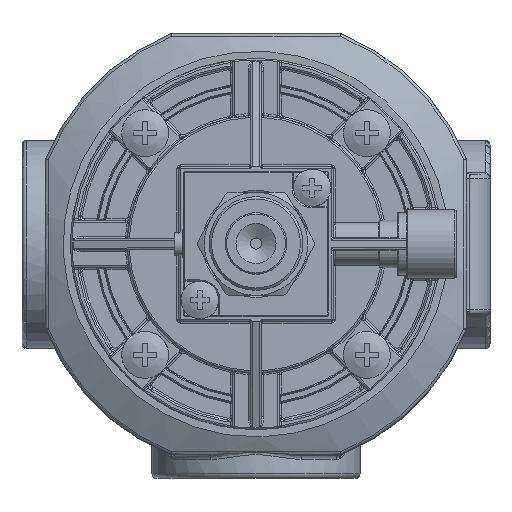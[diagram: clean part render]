
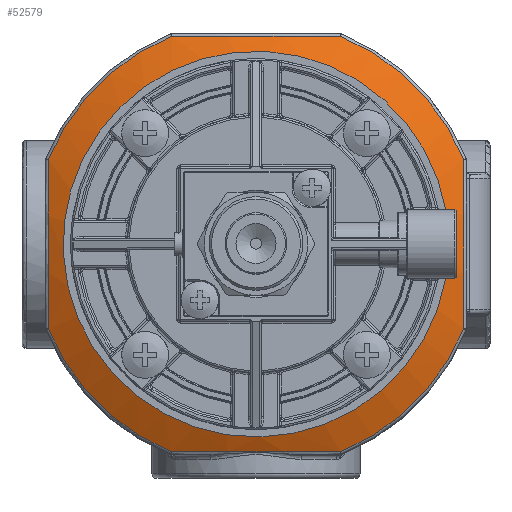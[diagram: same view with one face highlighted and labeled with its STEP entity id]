
A CAD part, top view. The second image highlights one B-rep face of the part: STEP entity #52579.
In plain terms, the highlighted conical face has half-angle 65 degrees and reference radius 40.994 mm.
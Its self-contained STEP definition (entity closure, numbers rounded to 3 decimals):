
#4703=B_SPLINE_CURVE_WITH_KNOTS('',3,(#72716,#72717,#72718,#72719,#72720),
 .UNSPECIFIED.,.F.,.F.,(4,1,4),(0.,0.018,0.036),
 .UNSPECIFIED.);
#4726=B_SPLINE_CURVE_WITH_KNOTS('',3,(#73145,#73146,#73147,#73148,#73149),
 .UNSPECIFIED.,.F.,.F.,(4,1,4),(0.,0.018,0.036),
 .UNSPECIFIED.);
#4727=B_SPLINE_CURVE_WITH_KNOTS('',3,(#73153,#73154,#73155,#73156,#73157),
 .UNSPECIFIED.,.F.,.F.,(4,1,4),(0.,0.018,0.036),
 .UNSPECIFIED.);
#4728=B_SPLINE_CURVE_WITH_KNOTS('',3,(#73161,#73162,#73163,#73164,#73165),
 .UNSPECIFIED.,.F.,.F.,(4,1,4),(0.,0.018,0.036),
 .UNSPECIFIED.);
#5704=CONICAL_SURFACE('',#55214,40.994,1.134);
#8293=ORIENTED_EDGE('',*,*,#19001,.T.);
#8294=ORIENTED_EDGE('',*,*,#19112,.T.);
#8295=ORIENTED_EDGE('',*,*,#19114,.T.);
#8296=ORIENTED_EDGE('',*,*,#19115,.T.);
#8297=ORIENTED_EDGE('',*,*,#19116,.T.);
#8298=ORIENTED_EDGE('',*,*,#19117,.T.);
#8299=ORIENTED_EDGE('',*,*,#19118,.T.);
#8300=ORIENTED_EDGE('',*,*,#19119,.T.);
#8301=ORIENTED_EDGE('',*,*,#19120,.T.);
#8302=ORIENTED_EDGE('',*,*,#19121,.T.);
#19001=EDGE_CURVE('',#24517,#24516,#4703,.T.);
#19112=EDGE_CURVE('',#24516,#24583,#27965,.T.);
#19114=EDGE_CURVE('',#24583,#24584,#4726,.T.);
#19115=EDGE_CURVE('',#24584,#24585,#27967,.T.);
#19116=EDGE_CURVE('',#24585,#24586,#4727,.T.);
#19117=EDGE_CURVE('',#24586,#24587,#27968,.T.);
#19118=EDGE_CURVE('',#24587,#24588,#4728,.T.);
#19119=EDGE_CURVE('',#24588,#24517,#27969,.T.);
#19120=EDGE_CURVE('',#24589,#24590,#27970,.F.);
#19121=EDGE_CURVE('',#24590,#24589,#27971,.F.);
#24516=VERTEX_POINT('',#72715);
#24517=VERTEX_POINT('',#72721);
#24583=VERTEX_POINT('',#73140);
#24584=VERTEX_POINT('',#73150);
#24585=VERTEX_POINT('',#73152);
#24586=VERTEX_POINT('',#73158);
#24587=VERTEX_POINT('',#73160);
#24588=VERTEX_POINT('',#73166);
#24589=VERTEX_POINT('',#73169);
#24590=VERTEX_POINT('',#73170);
#27965=CIRCLE('',#55211,47.923);
#27967=CIRCLE('',#55215,47.923);
#27968=CIRCLE('',#55216,47.923);
#27969=CIRCLE('',#55217,47.923);
#27970=CIRCLE('',#55218,41.209);
#27971=CIRCLE('',#55219,41.209);
#30376=EDGE_LOOP('',(#8293,#8294,#8295,#8296,#8297,#8298,#8299,#8300));
#30377=EDGE_LOOP('',(#8301,#8302));
#32993=FACE_BOUND('',#30376,.T.);
#32994=FACE_BOUND('',#30377,.T.);
#52579=ADVANCED_FACE('',(#32993,#32994),#5704,.T.);
#55211=AXIS2_PLACEMENT_3D('',#73141,#60495,#60496);
#55214=AXIS2_PLACEMENT_3D('',#73144,#60501,#60502);
#55215=AXIS2_PLACEMENT_3D('',#73151,#60503,#60504);
#55216=AXIS2_PLACEMENT_3D('',#73159,#60505,#60506);
#55217=AXIS2_PLACEMENT_3D('',#73167,#60507,#60508);
#55218=AXIS2_PLACEMENT_3D('',#73168,#60509,#60510);
#55219=AXIS2_PLACEMENT_3D('',#73171,#60511,#60512);
#60495=DIRECTION('',(0.,0.,1.));
#60496=DIRECTION('',(1.,0.,0.));
#60501=DIRECTION('',(0.,0.,-1.));
#60502=DIRECTION('',(-1.,0.,0.));
#60503=DIRECTION('',(0.,0.,1.));
#60504=DIRECTION('',(1.,0.,0.));
#60505=DIRECTION('',(0.,0.,1.));
#60506=DIRECTION('',(1.,0.,0.));
#60507=DIRECTION('',(0.,0.,1.));
#60508=DIRECTION('',(1.,0.,0.));
#60509=DIRECTION('',(0.,0.,1.));
#60510=DIRECTION('',(1.,0.,0.));
#60511=DIRECTION('',(0.,0.,1.));
#60512=DIRECTION('',(1.,0.,0.));
#72715=CARTESIAN_POINT('',(18.055,-44.391,40.769));
#72716=CARTESIAN_POINT('',(-18.055,-44.391,40.769));
#72717=CARTESIAN_POINT('',(-12.092,-44.41,41.809));
#72718=CARTESIAN_POINT('',(-0.001,-44.435,42.994));
#72719=CARTESIAN_POINT('',(12.092,-44.41,41.809));
#72720=CARTESIAN_POINT('',(18.055,-44.391,40.769));
#72721=CARTESIAN_POINT('',(-18.055,-44.391,40.769));
#73140=CARTESIAN_POINT('',(44.391,-18.055,40.769));
#73141=CARTESIAN_POINT('',(0.,0.,40.769));
#73144=CARTESIAN_POINT('',(0.,0.,44.));
#73145=CARTESIAN_POINT('',(44.391,-18.055,40.769));
#73146=CARTESIAN_POINT('',(44.41,-12.068,41.813));
#73147=CARTESIAN_POINT('',(44.435,0.078,42.99));
#73148=CARTESIAN_POINT('',(44.41,12.075,41.812));
#73149=CARTESIAN_POINT('',(44.391,18.055,40.769));
#73150=CARTESIAN_POINT('',(44.391,18.055,40.769));
#73151=CARTESIAN_POINT('',(0.,0.,40.769));
#73152=CARTESIAN_POINT('',(18.055,44.391,40.769));
#73153=CARTESIAN_POINT('',(18.055,44.391,40.769));
#73154=CARTESIAN_POINT('',(12.068,44.41,41.813));
#73155=CARTESIAN_POINT('',(-0.078,44.435,42.99));
#73156=CARTESIAN_POINT('',(-12.075,44.41,41.812));
#73157=CARTESIAN_POINT('',(-18.055,44.391,40.769));
#73158=CARTESIAN_POINT('',(-18.055,44.391,40.769));
#73159=CARTESIAN_POINT('',(0.,0.,40.769));
#73160=CARTESIAN_POINT('',(-44.391,18.055,40.769));
#73161=CARTESIAN_POINT('',(-44.391,18.055,40.769));
#73162=CARTESIAN_POINT('',(-44.41,12.068,41.813));
#73163=CARTESIAN_POINT('',(-44.435,-0.078,42.99));
#73164=CARTESIAN_POINT('',(-44.41,-12.075,41.812));
#73165=CARTESIAN_POINT('',(-44.391,-18.055,40.769));
#73166=CARTESIAN_POINT('',(-44.391,-18.055,40.769));
#73167=CARTESIAN_POINT('',(0.,0.,40.769));
#73168=CARTESIAN_POINT('',(0.,0.,43.9));
#73169=CARTESIAN_POINT('',(40.59,-7.113,43.9));
#73170=CARTESIAN_POINT('',(40.59,7.113,43.9));
#73171=CARTESIAN_POINT('',(0.,0.,43.9));
